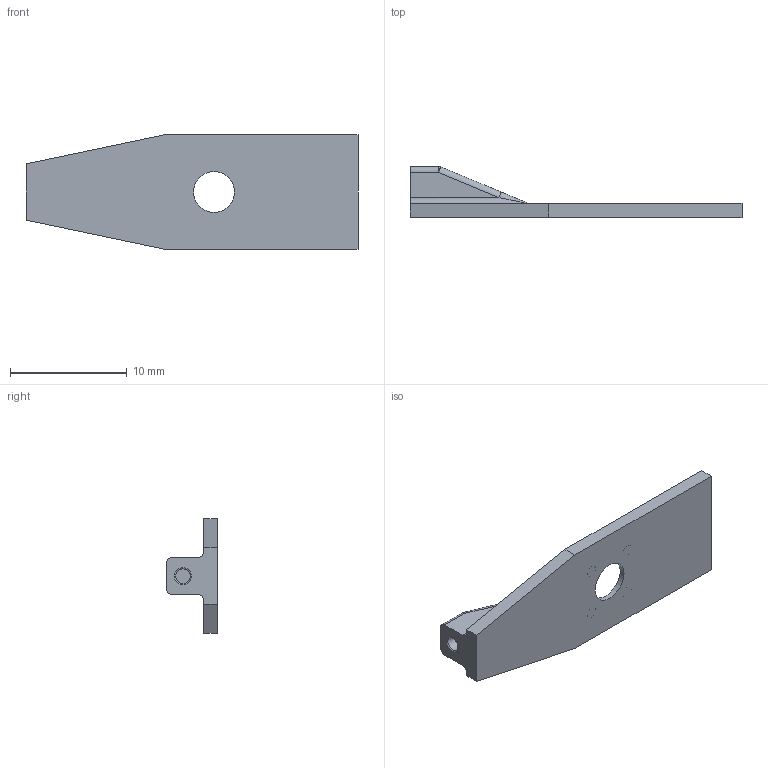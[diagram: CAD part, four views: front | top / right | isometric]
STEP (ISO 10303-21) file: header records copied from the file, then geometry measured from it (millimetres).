
FILE_DESCRIPTION(/* description */ (''),/* implementation_level */ '2;1');
FILE_NAME(/* name */ 'recall_midplate.step',/* time_stamp */ '2016-09-15T17:42:00-05:00',/* author */ (''),/* organization */ (''),/* preprocessor_version */ 'ST-DEVELOPER v16.5',/* originating_system */ 'Autodesk Translation Framework v5.1.0.2740',/* authorisation */ '');
FILE_SCHEMA (('AUTOMOTIVE_DESIGN { 1 0 10303 214 3 1 1 }'));
Length unit declared in the file: centimetre
Products named in the file (2): Recall Clip & BLE v8; Midplate w/ Cutout
Assembly tree (1 placements, depth 2):
  Recall Clip & BLE v8
    Midplate w/ Cutout
Bounding box: 28.45 x 4.37 x 9.81 mm (x, y, z)
Volume: 315.1 mm3; surface area: 659.6 mm2
Topology: 1 solids, 1 shells, 61 faces, 138 edges, 83 vertices
Faces by surface type: plane 27, cylinder 21, bspline 7, sphere 4, torus 2
Full cylindrical faces by diameter (mm): 1 x4, 1.25 x1, 3.5 x1
Entity records: 1957 total; most frequent: CARTESIAN_POINT 404, DIRECTION 308, ORIENTED_EDGE 258, EDGE_CURVE 129, AXIS2_PLACEMENT_3D 122, VERTEX_POINT 83, EDGE_LOOP 76, LINE 64
